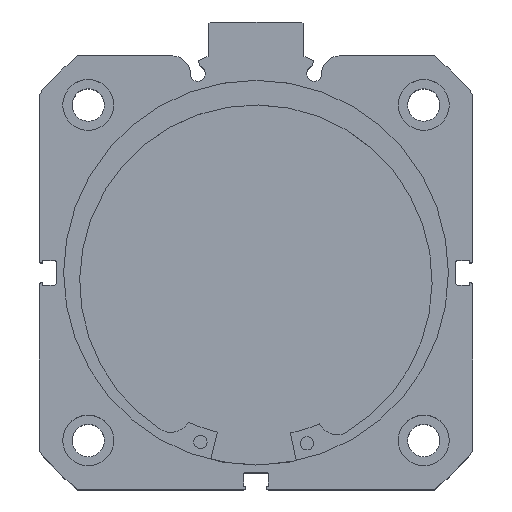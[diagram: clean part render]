
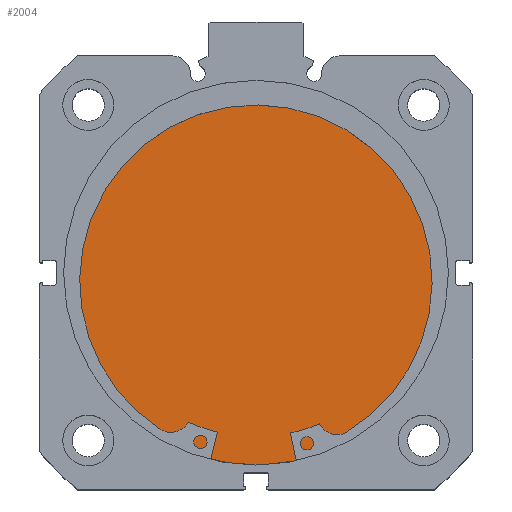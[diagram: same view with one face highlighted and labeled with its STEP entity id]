
A CAD part, top view. The second image highlights one B-rep face of the part: STEP entity #2004.
In plain terms, the highlighted face is planar.
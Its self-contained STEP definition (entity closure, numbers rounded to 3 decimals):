
#538 = EDGE_CURVE ( 'NONE', #6698, #6832, #2739, .T. ) ;
#544 = EDGE_CURVE ( 'NONE', #6832, #6698, #2750, .T. ) ;
#861 = AXIS2_PLACEMENT_3D ( 'NONE', #3850, #3857, #3858 ) ;
#862 = AXIS2_PLACEMENT_3D ( 'NONE', #3869, #3871, #3872 ) ;
#1031 = AXIS2_PLACEMENT_3D ( 'NONE', #4620, #4623, #4624 ) ;
#1670 = ORIENTED_EDGE ( 'NONE', *, *, #538, .F. ) ;
#1671 = ORIENTED_EDGE ( 'NONE', *, *, #544, .F. ) ;
#2004 = ADVANCED_FACE ( 'NONE', ( #3164 ), #4621, .F. ) ;
#2237 = EDGE_LOOP ( 'NONE', ( #1670, #1671 ) ) ;
#2739 = CIRCLE ( 'NONE', #861, 51. ) ;
#2750 = CIRCLE ( 'NONE', #862, 51. ) ;
#3164 = FACE_OUTER_BOUND ( 'NONE', #2237, .T. ) ;
#3850 = CARTESIAN_POINT ( 'NONE',  ( 13., 0., 0. ) ) ;
#3857 = DIRECTION ( 'NONE',  ( -1., 0., 0. ) ) ;
#3858 = DIRECTION ( 'NONE',  ( 0., 0., 1. ) ) ;
#3869 = CARTESIAN_POINT ( 'NONE',  ( 13., 0., 0. ) ) ;
#3871 = DIRECTION ( 'NONE',  ( -1., 0., 0. ) ) ;
#3872 = DIRECTION ( 'NONE',  ( 0., 0., 1. ) ) ;
#4620 = CARTESIAN_POINT ( 'NONE',  ( 13., 51., 0. ) ) ;
#4621 = PLANE ( 'NONE',  #1031 ) ;
#4623 = DIRECTION ( 'NONE',  ( -1., 0., 0. ) ) ;
#4624 = DIRECTION ( 'NONE',  ( 0., 0., 1. ) ) ;
#5309 = CARTESIAN_POINT ( 'NONE',  ( 13., 0., 51. ) ) ;
#5443 = CARTESIAN_POINT ( 'NONE',  ( 13., 0., -51. ) ) ;
#6698 = VERTEX_POINT ( 'NONE', #5309 ) ;
#6832 = VERTEX_POINT ( 'NONE', #5443 ) ;
